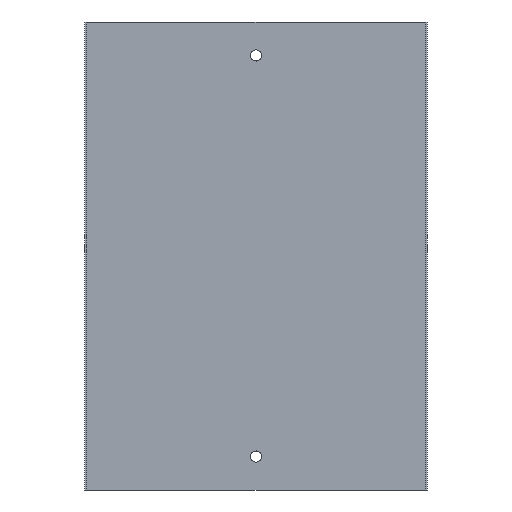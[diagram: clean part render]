
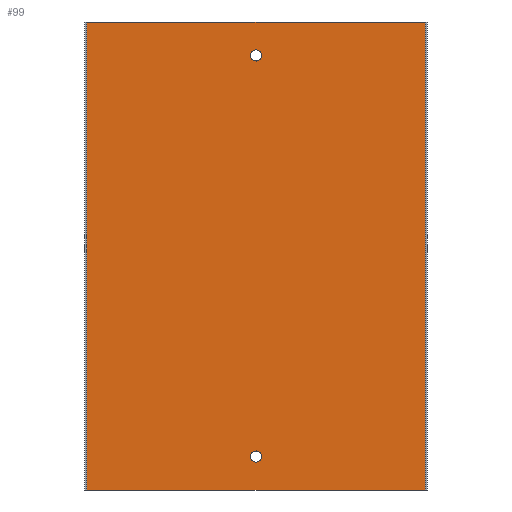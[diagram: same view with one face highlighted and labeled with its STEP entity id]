
A CAD part, front view. The second image highlights one B-rep face of the part: STEP entity #99.
In plain terms, the highlighted planar face has unit normal (0, -1, 0).
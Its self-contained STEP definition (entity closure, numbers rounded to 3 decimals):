
#9 = CARTESIAN_POINT ( 'NONE',  ( 0., 0., 17.5 ) ) ;
#12 = CARTESIAN_POINT ( 'NONE',  ( 0., 0., 197.5 ) ) ;
#18 = CARTESIAN_POINT ( 'NONE',  ( 76., 0., 210. ) ) ;
#24 = CARTESIAN_POINT ( 'NONE',  ( -76., 0., 210. ) ) ;
#25 = CARTESIAN_POINT ( 'NONE',  ( 76., 0., 0. ) ) ;
#32 = DIRECTION ( 'NONE',  ( 0., 0., -1. ) ) ;
#33 = CARTESIAN_POINT ( 'NONE',  ( -76., 0., 0. ) ) ;
#34 = CARTESIAN_POINT ( 'NONE',  ( 76., 0., 210. ) ) ;
#36 = DIRECTION ( 'NONE',  ( 0., -1., 0. ) ) ;
#40 = CARTESIAN_POINT ( 'NONE',  ( 0., 0., 15. ) ) ;
#42 = DIRECTION ( 'NONE',  ( 0., -1., 0. ) ) ;
#47 = DIRECTION ( 'NONE',  ( 0., 0., 1. ) ) ;
#48 = DIRECTION ( 'NONE',  ( 1., 0., 0. ) ) ;
#50 = DIRECTION ( 'NONE',  ( 1., 0., 0. ) ) ;
#58 = DIRECTION ( 'NONE',  ( 0., 0., 1. ) ) ;
#99 = ADVANCED_FACE ( 'NONE', ( #356, #361, #277 ), #164, .F. ) ;
#114 = CARTESIAN_POINT ( 'NONE',  ( -76., 0., 0. ) ) ;
#123 = CARTESIAN_POINT ( 'NONE',  ( 0., 0., 195. ) ) ;
#153 = DIRECTION ( 'NONE',  ( 0., 1., 0. ) ) ;
#162 = CARTESIAN_POINT ( 'NONE',  ( -76., 0., 210. ) ) ;
#164 = PLANE ( 'NONE',  #247 ) ;
#166 = DIRECTION ( 'NONE',  ( 0., 0., 1. ) ) ;
#179 = DIRECTION ( 'NONE',  ( 0., 0., -1. ) ) ;
#181 = CARTESIAN_POINT ( 'NONE',  ( -76., 0., 210. ) ) ;
#186 = CARTESIAN_POINT ( 'NONE',  ( -76., 0., 210. ) ) ;
#230 = AXIS2_PLACEMENT_3D ( 'NONE', #40, #42, #47 ) ;
#231 = EDGE_CURVE ( 'NONE', #262, #257, #296, .T. ) ;
#234 = EDGE_CURVE ( 'NONE', #433, #433, #278, .T. ) ;
#236 = EDGE_CURVE ( 'NONE', #380, #380, #289, .T. ) ;
#237 = EDGE_CURVE ( 'NONE', #257, #260, #280, .T. ) ;
#238 = EDGE_CURVE ( 'NONE', #262, #270, #279, .T. ) ;
#242 = AXIS2_PLACEMENT_3D ( 'NONE', #123, #36, #58 ) ;
#243 = EDGE_CURVE ( 'NONE', #270, #260, #292, .T. ) ;
#247 = AXIS2_PLACEMENT_3D ( 'NONE', #162, #153, #166 ) ;
#257 = VERTEX_POINT ( 'NONE', #33 ) ;
#260 = VERTEX_POINT ( 'NONE', #25 ) ;
#262 = VERTEX_POINT ( 'NONE', #24 ) ;
#270 = VERTEX_POINT ( 'NONE', #18 ) ;
#277 = FACE_OUTER_BOUND ( 'NONE', #333, .T. ) ;
#278 = CIRCLE ( 'NONE', #242, 2.5 ) ;
#279 = LINE ( 'NONE', #186, #288 ) ;
#280 = LINE ( 'NONE', #114, #287 ) ;
#283 = VECTOR ( 'NONE', #179, 1000. ) ;
#287 = VECTOR ( 'NONE', #48, 1000. ) ;
#288 = VECTOR ( 'NONE', #50, 1000. ) ;
#289 = CIRCLE ( 'NONE', #230, 2.5 ) ;
#292 = LINE ( 'NONE', #34, #372 ) ;
#296 = LINE ( 'NONE', #181, #283 ) ;
#333 = EDGE_LOOP ( 'NONE', ( #418, #420, #421, #429 ) ) ;
#335 = EDGE_LOOP ( 'NONE', ( #414 ) ) ;
#338 = EDGE_LOOP ( 'NONE', ( #413 ) ) ;
#356 = FACE_BOUND ( 'NONE', #338, .T. ) ;
#361 = FACE_BOUND ( 'NONE', #335, .T. ) ;
#372 = VECTOR ( 'NONE', #32, 1000. ) ;
#380 = VERTEX_POINT ( 'NONE', #9 ) ;
#413 = ORIENTED_EDGE ( 'NONE', *, *, #234, .F. ) ;
#414 = ORIENTED_EDGE ( 'NONE', *, *, #236, .F. ) ;
#418 = ORIENTED_EDGE ( 'NONE', *, *, #237, .T. ) ;
#420 = ORIENTED_EDGE ( 'NONE', *, *, #243, .F. ) ;
#421 = ORIENTED_EDGE ( 'NONE', *, *, #238, .F. ) ;
#429 = ORIENTED_EDGE ( 'NONE', *, *, #231, .T. ) ;
#433 = VERTEX_POINT ( 'NONE', #12 ) ;
